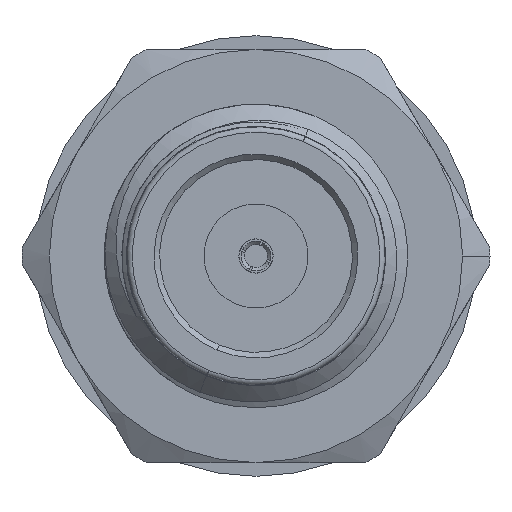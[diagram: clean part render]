
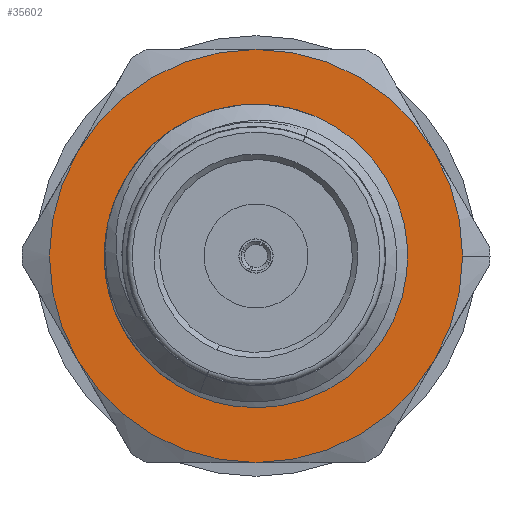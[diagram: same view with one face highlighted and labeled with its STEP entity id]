
A CAD part, left-side view. The second image highlights one B-rep face of the part: STEP entity #35602.
In plain terms, the highlighted planar face has unit normal (-1, 0, 0).
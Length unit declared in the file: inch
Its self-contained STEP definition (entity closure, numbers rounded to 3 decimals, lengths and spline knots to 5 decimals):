
#178 = DIRECTION ( 'NONE',  ( 0., -1., 0. ) ) ;
#987 = AXIS2_PLACEMENT_3D ( 'NONE', #29529, #14712, #26773 ) ;
#1008 = DIRECTION ( 'NONE',  ( 0., -1., 0. ) ) ;
#2067 = CARTESIAN_POINT ( 'NONE',  ( 0.2972, 0., 0.1875 ) ) ;
#3137 = DIRECTION ( 'NONE',  ( -1., 0., 0. ) ) ;
#3175 = AXIS2_PLACEMENT_3D ( 'NONE', #19383, #7331, #1008 ) ;
#4090 = VERTEX_POINT ( 'NONE', #38222 ) ;
#4271 = VERTEX_POINT ( 'NONE', #21030 ) ;
#4363 = ORIENTED_EDGE ( 'NONE', *, *, #28185, .T. ) ;
#4783 = CIRCLE ( 'NONE', #14278, 0.1875 ) ;
#5785 = CIRCLE ( 'NONE', #31032, 0.1875 ) ;
#5931 = ORIENTED_EDGE ( 'NONE', *, *, #15633, .T. ) ;
#6303 = DIRECTION ( 'NONE',  ( -1., 0., 0. ) ) ;
#6851 = DIRECTION ( 'NONE',  ( 0., -1., 0. ) ) ;
#6872 = EDGE_CURVE ( 'NONE', #16722, #4090, #8855, .T. ) ;
#7331 = DIRECTION ( 'NONE',  ( -1., 0., 0. ) ) ;
#7446 = CARTESIAN_POINT ( 'NONE',  ( 0.2972, -0.04482, 0.10849 ) ) ;
#8438 = CARTESIAN_POINT ( 'NONE',  ( 0.2972, 0., 0. ) ) ;
#8855 = CIRCLE ( 'NONE', #3175, 0.1875 ) ;
#9007 = CIRCLE ( 'NONE', #18493, 0.1875 ) ;
#11277 = VERTEX_POINT ( 'NONE', #37996 ) ;
#11740 = AXIS2_PLACEMENT_3D ( 'NONE', #24268, #27239, #6851 ) ;
#11929 = EDGE_CURVE ( 'NONE', #16424, #16722, #26809, .T. ) ;
#12245 = FACE_OUTER_BOUND ( 'NONE', #32606, .T. ) ;
#12372 = CIRCLE ( 'NONE', #987, 0.11738 ) ;
#12444 = CARTESIAN_POINT ( 'NONE',  ( 0.2972, 0., 0. ) ) ;
#12955 = EDGE_CURVE ( 'NONE', #30247, #26148, #12372, .T. ) ;
#13049 = VERTEX_POINT ( 'NONE', #18071 ) ;
#13751 = CARTESIAN_POINT ( 'NONE',  ( 0.2972, -0.16238, 0.09375 ) ) ;
#14278 = AXIS2_PLACEMENT_3D ( 'NONE', #35143, #38304, #27041 ) ;
#14712 = DIRECTION ( 'NONE',  ( 1., 0., 0. ) ) ;
#15633 = EDGE_CURVE ( 'NONE', #16616, #4271, #4783, .T. ) ;
#16068 = EDGE_CURVE ( 'NONE', #4090, #16616, #28780, .T. ) ;
#16424 = VERTEX_POINT ( 'NONE', #13751 ) ;
#16481 = CIRCLE ( 'NONE', #21554, 0.11738 ) ;
#16588 = AXIS2_PLACEMENT_3D ( 'NONE', #12444, #3137, #39127 ) ;
#16603 = CARTESIAN_POINT ( 'NONE',  ( 0.2972, 0., 0. ) ) ;
#16616 = VERTEX_POINT ( 'NONE', #38253 ) ;
#16722 = VERTEX_POINT ( 'NONE', #2067 ) ;
#17155 = CIRCLE ( 'NONE', #22224, 0.1875 ) ;
#17502 = DIRECTION ( 'NONE',  ( 0., -1., 0. ) ) ;
#17563 = ORIENTED_EDGE ( 'NONE', *, *, #11929, .T. ) ;
#17567 = PLANE ( 'NONE',  #16588 ) ;
#17697 = CARTESIAN_POINT ( 'NONE',  ( 0.2972, 0., 0. ) ) ;
#18071 = CARTESIAN_POINT ( 'NONE',  ( 0.2972, -0.1875, 0. ) ) ;
#18106 = DIRECTION ( 'NONE',  ( -1., 0., 0. ) ) ;
#18493 = AXIS2_PLACEMENT_3D ( 'NONE', #20745, #6303, #178 ) ;
#19243 = EDGE_LOOP ( 'NONE', ( #31372, #4363 ) ) ;
#19383 = CARTESIAN_POINT ( 'NONE',  ( 0.2972, 0., 0. ) ) ;
#19570 = DIRECTION ( 'NONE',  ( -1., 0., 0. ) ) ;
#20745 = CARTESIAN_POINT ( 'NONE',  ( 0.2972, 0., 0. ) ) ;
#21030 = CARTESIAN_POINT ( 'NONE',  ( 0.2972, 0., -0.1875 ) ) ;
#21142 = FACE_BOUND ( 'NONE', #19243, .T. ) ;
#21554 = AXIS2_PLACEMENT_3D ( 'NONE', #8438, #29589, #26630 ) ;
#22224 = AXIS2_PLACEMENT_3D ( 'NONE', #17697, #18106, #17502 ) ;
#24268 = CARTESIAN_POINT ( 'NONE',  ( 0.2972, 0., 0. ) ) ;
#25260 = DIRECTION ( 'NONE',  ( -1., 0., 0. ) ) ;
#26148 = VERTEX_POINT ( 'NONE', #32123 ) ;
#26630 = DIRECTION ( 'NONE',  ( 0., -1., 0. ) ) ;
#26773 = DIRECTION ( 'NONE',  ( 0., -1., 0. ) ) ;
#26809 = CIRCLE ( 'NONE', #36934, 0.1875 ) ;
#27041 = DIRECTION ( 'NONE',  ( 0., -1., 0. ) ) ;
#27239 = DIRECTION ( 'NONE',  ( -1., 0., 0. ) ) ;
#27300 = ORIENTED_EDGE ( 'NONE', *, *, #31081, .T. ) ;
#27844 = ORIENTED_EDGE ( 'NONE', *, *, #16068, .T. ) ;
#28185 = EDGE_CURVE ( 'NONE', #26148, #30247, #16481, .T. ) ;
#28780 = CIRCLE ( 'NONE', #11740, 0.1875 ) ;
#28910 = ORIENTED_EDGE ( 'NONE', *, *, #6872, .T. ) ;
#29529 = CARTESIAN_POINT ( 'NONE',  ( 0.2972, 0., 0. ) ) ;
#29589 = DIRECTION ( 'NONE',  ( 1., 0., 0. ) ) ;
#30247 = VERTEX_POINT ( 'NONE', #7446 ) ;
#31032 = AXIS2_PLACEMENT_3D ( 'NONE', #36940, #25260, #34355 ) ;
#31081 = EDGE_CURVE ( 'NONE', #4271, #11277, #5785, .T. ) ;
#31372 = ORIENTED_EDGE ( 'NONE', *, *, #12955, .T. ) ;
#32123 = CARTESIAN_POINT ( 'NONE',  ( 0.2972, 0.04482, -0.10849 ) ) ;
#32430 = EDGE_CURVE ( 'NONE', #11277, #13049, #17155, .T. ) ;
#32606 = EDGE_LOOP ( 'NONE', ( #37773, #39001, #17563, #28910, #27844, #5931, #27300 ) ) ;
#34355 = DIRECTION ( 'NONE',  ( 0., -1., 0. ) ) ;
#35143 = CARTESIAN_POINT ( 'NONE',  ( 0.2972, 0., 0. ) ) ;
#35452 = EDGE_CURVE ( 'NONE', #13049, #16424, #9007, .T. ) ;
#35602 = ADVANCED_FACE ( 'NONE', ( #21142, #12245 ), #17567, .T. ) ;
#36934 = AXIS2_PLACEMENT_3D ( 'NONE', #16603, #19570, #37758 ) ;
#36940 = CARTESIAN_POINT ( 'NONE',  ( 0.2972, 0., 0. ) ) ;
#37758 = DIRECTION ( 'NONE',  ( 0., -1., 0. ) ) ;
#37773 = ORIENTED_EDGE ( 'NONE', *, *, #32430, .T. ) ;
#37996 = CARTESIAN_POINT ( 'NONE',  ( 0.2972, -0.16238, -0.09375 ) ) ;
#38222 = CARTESIAN_POINT ( 'NONE',  ( 0.2972, 0.16238, 0.09375 ) ) ;
#38253 = CARTESIAN_POINT ( 'NONE',  ( 0.2972, 0.16238, -0.09375 ) ) ;
#38304 = DIRECTION ( 'NONE',  ( -1., 0., 0. ) ) ;
#39001 = ORIENTED_EDGE ( 'NONE', *, *, #35452, .T. ) ;
#39127 = DIRECTION ( 'NONE',  ( 0., 0., 1. ) ) ;
